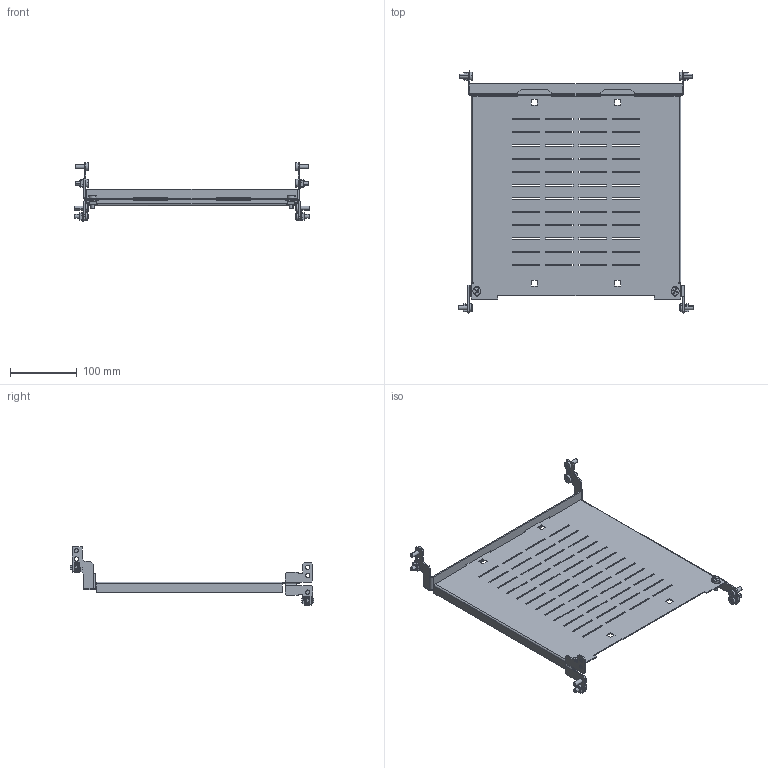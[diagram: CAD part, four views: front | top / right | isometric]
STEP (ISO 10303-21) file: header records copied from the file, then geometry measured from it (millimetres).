
FILE_DESCRIPTION (( 'STEP AP214' ), '1' );
FILE_NAME ('PCH44 Ïàíåëü ãîðèçîíòàëüíàÿ_èçâ0014_09.18.STEP', '2019-07-22T07:43:25', ( '' ), ( '' ), 'SwSTEP 2.0', 'SolidWorks 2017', '' );
FILE_SCHEMA (( 'AUTOMOTIVE_DESIGN' ));
Length unit declared in the file: millimetre
Products named in the file (9): Âèíò ñàìîíàðåçàþùèé Ì6 DIN 7516À_6å16; AVT007.15.00.02 椻譇燲00; Âèíò Ì6 DIN 7985_6å16; Ãàéêà êëåòåâàÿ Ì6_3À; AVT007.15.00.03 逄闉_00; PCH44 Ïàíåëü ãîðèçîíòàëüíàÿ_èçâ0014_09.18; AVT004.15.00.02 赶鎀鍧_01; Ãàéêà çàêëàäíàÿ Ì6 àðò.2106Ñ_00; AVT004.15.00.02 赶鎀鍧_00
Assembly tree (21 placements, depth 2):
  PCH44 Ïàíåëü ãîðèçîíòàëüíàÿ_èçâ0014_09.18
    AVT007.15.00.02 椻譇燲00
    AVT004.15.00.02 赶鎀鍧_00  x2
    AVT007.15.00.03 逄闉_00
    AVT004.15.00.02 赶鎀鍧_01
    Ãàéêà êëåòåâàÿ Ì6_3À  x2
    Âèíò Ì6 DIN 7985_6å16  x6
    Âèíò ñàìîíàðåçàþùèé Ì6 DIN 7516À_6å16  x4
    Ãàéêà çàêëàäíàÿ Ì6 àðò.2106Ñ_00  x4
Bounding box: 353 x 366.39 x 87.93 mm (x, y, z)
Volume: 196394.6 mm3; surface area: 260377.8 mm2
Topology: 25 solids, 25 shells, 1225 faces, 3043 edges, 1878 vertices
Faces by surface type: plane 949, cylinder 240, sphere 20, cone 12, bspline 4
Entity records: 19443 total; most frequent: CARTESIAN_POINT 3576, ORIENTED_EDGE 3224, DIRECTION 3022, EDGE_CURVE 1612, LINE 1378, VECTOR 1378, VERTEX_POINT 1022, AXIS2_PLACEMENT_3D 822
